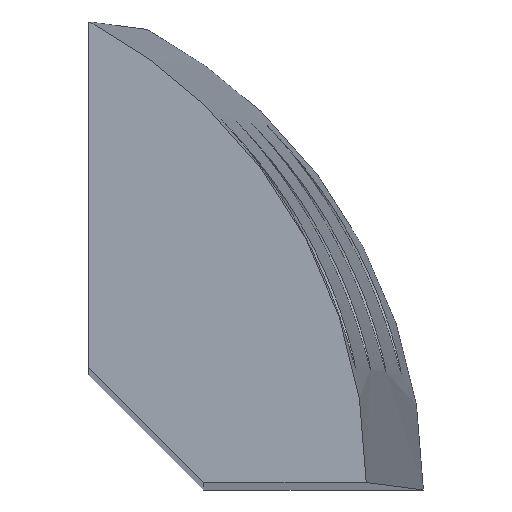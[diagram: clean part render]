
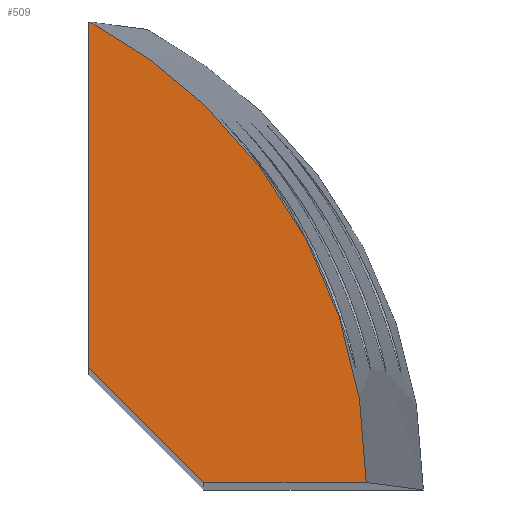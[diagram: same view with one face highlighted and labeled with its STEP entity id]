
A CAD part, top view. The second image highlights one B-rep face of the part: STEP entity #509.
In plain terms, the highlighted planar face has unit normal (0, 0, 1).
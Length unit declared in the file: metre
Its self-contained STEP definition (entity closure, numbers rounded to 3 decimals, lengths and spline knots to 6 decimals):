
#12=ELLIPSE('',#536,0.02267,0.022668);
#51=LINE('',#732,#64);
#56=LINE('',#744,#69);
#61=LINE('',#762,#74);
#63=LINE('',#993,#76);
#64=VECTOR('',#597,1.);
#69=VECTOR('',#604,1.);
#74=VECTOR('',#619,1.);
#76=VECTOR('',#719,1.);
#178=ORIENTED_EDGE('',*,*,#205,.T.);
#179=ORIENTED_EDGE('',*,*,#241,.T.);
#180=ORIENTED_EDGE('',*,*,#191,.F.);
#181=ORIENTED_EDGE('',*,*,#214,.F.);
#182=ORIENTED_EDGE('',*,*,#196,.F.);
#191=EDGE_CURVE('',#246,#247,#51,.T.);
#196=EDGE_CURVE('',#251,#252,#56,.T.);
#205=EDGE_CURVE('',#251,#259,#61,.T.);
#214=EDGE_CURVE('',#252,#246,#12,.F.);
#241=EDGE_CURVE('',#259,#247,#63,.T.);
#246=VERTEX_POINT('',#733);
#247=VERTEX_POINT('',#734);
#251=VERTEX_POINT('',#743);
#252=VERTEX_POINT('',#745);
#259=VERTEX_POINT('',#761);
#385=EDGE_LOOP('',(#178,#179,#180,#181,#182));
#460=FACE_BOUND('',#385,.T.);
#474=PLANE('',#583);
#509=ADVANCED_FACE('',(#460),#474,.T.);
#536=AXIS2_PLACEMENT_3D('',#856,#622,#623);
#583=AXIS2_PLACEMENT_3D('',#992,#717,#718);
#597=DIRECTION('',(-1.,0.,0.));
#604=DIRECTION('',(1.,0.,0.));
#619=DIRECTION('',(0.,-1.,0.));
#622=DIRECTION('',(0.,0.,1.));
#623=DIRECTION('',(-1.,0.,0.));
#717=DIRECTION('',(0.,0.,1.));
#718=DIRECTION('',(-1.,0.,0.));
#719=DIRECTION('',(0.707,-0.707,0.));
#732=CARTESIAN_POINT('',(-0.000005,-0.010041,0.4838));
#733=CARTESIAN_POINT('',(0.022051,-0.010041,0.4838));
#734=CARTESIAN_POINT('',(0.014995,-0.010041,0.4838));
#743=CARTESIAN_POINT('',(0.009995,0.009959,0.4838));
#744=CARTESIAN_POINT('',(-0.000005,0.009959,0.4838));
#745=CARTESIAN_POINT('',(0.010052,0.009959,0.4838));
#761=CARTESIAN_POINT('',(0.009995,-0.005041,0.4838));
#762=CARTESIAN_POINT('',(0.009995,-0.010043,0.4838));
#856=CARTESIAN_POINT('',(-0.000619,-0.010041,0.4838));
#992=CARTESIAN_POINT('',(-0.000005,-0.013417,0.4838));
#993=CARTESIAN_POINT('',(0.009184,-0.004229,0.4838));
